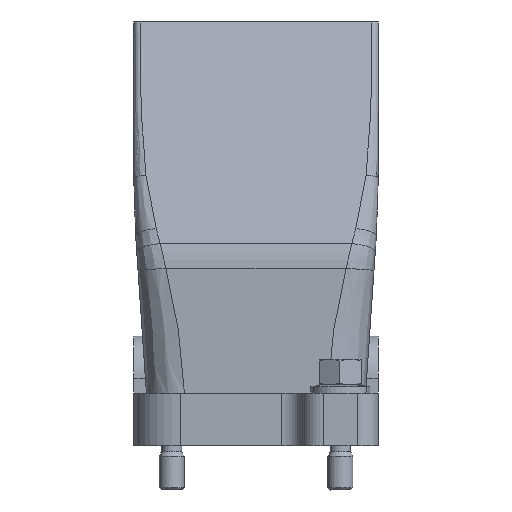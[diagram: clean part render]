
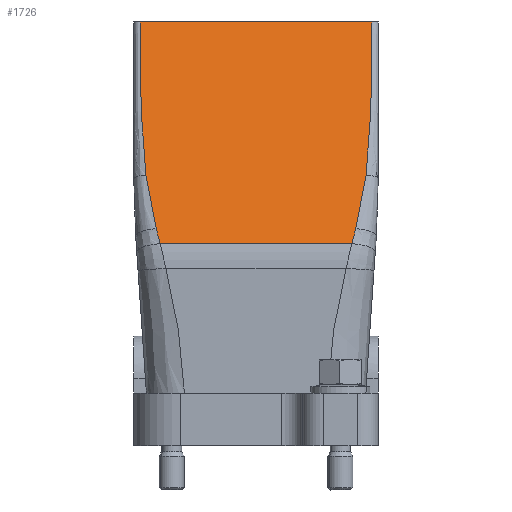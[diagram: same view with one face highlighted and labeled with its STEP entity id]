
A CAD part, front view. The second image highlights one B-rep face of the part: STEP entity #1726.
In plain terms, the highlighted planar face has unit normal (0, -0.956, 0.293).
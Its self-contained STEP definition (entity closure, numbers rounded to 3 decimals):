
#1641=AXIS2_PLACEMENT_3D('Plane Axis2P3D',#1638,#1639,#1640) ;
#315=CARTESIAN_POINT('Vertex',(1.5,38.,111.)) ;
#318=CARTESIAN_POINT('Line Origine',(29.,38.,111.)) ;
#322=CARTESIAN_POINT('Vertex',(56.5,38.,111.)) ;
#1611=CARTESIAN_POINT('Vertex',(2.899,26.855,74.66)) ;
#1615=CARTESIAN_POINT('Control Point',(2.899,26.855,74.66)) ;
#1616=CARTESIAN_POINT('Control Point',(2.48,27.965,78.279)) ;
#1617=CARTESIAN_POINT('Control Point',(2.159,29.077,81.904)) ;
#1618=CARTESIAN_POINT('Control Point',(1.929,30.19,85.534)) ;
#1619=CARTESIAN_POINT('Control Point',(1.693,31.861,90.983)) ;
#1620=CARTESIAN_POINT('Control Point',(1.578,33.533,96.434)) ;
#1621=CARTESIAN_POINT('Control Point',(1.551,34.09,98.251)) ;
#1622=CARTESIAN_POINT('Control Point',(1.52,35.019,101.281)) ;
#1623=CARTESIAN_POINT('Control Point',(1.506,35.949,104.311)) ;
#1624=CARTESIAN_POINT('Control Point',(1.503,36.321,105.524)) ;
#1625=CARTESIAN_POINT('Control Point',(1.501,36.856,107.269)) ;
#1626=CARTESIAN_POINT('Control Point',(1.5,37.391,109.014)) ;
#1627=CARTESIAN_POINT('Control Point',(1.5,37.59,109.663)) ;
#1628=CARTESIAN_POINT('Control Point',(1.5,37.799,110.343)) ;
#1629=CARTESIAN_POINT('Control Point',(1.5,38.,111.)) ;
#1638=CARTESIAN_POINT('Axis2P3D Location',(29.,38.,111.)) ;
#1644=CARTESIAN_POINT('Control Point',(5.339,22.964,61.971)) ;
#1645=CARTESIAN_POINT('Control Point',(5.277,23.037,62.212)) ;
#1646=CARTESIAN_POINT('Control Point',(5.214,23.111,62.452)) ;
#1647=CARTESIAN_POINT('Control Point',(5.152,23.186,62.696)) ;
#1648=CARTESIAN_POINT('Control Point',(4.517,23.956,65.206)) ;
#1649=CARTESIAN_POINT('Control Point',(3.956,24.73,67.732)) ;
#1650=CARTESIAN_POINT('Control Point',(3.523,25.435,70.028)) ;
#1651=CARTESIAN_POINT('Control Point',(3.172,26.144,72.34)) ;
#1652=CARTESIAN_POINT('Control Point',(2.899,26.855,74.66)) ;
#1653=CARTESIAN_POINT('Vertex',(5.339,22.964,61.971)) ;
#1657=CARTESIAN_POINT('Control Point',(6.26,21.879,58.435)) ;
#1658=CARTESIAN_POINT('Control Point',(6.075,22.095,59.138)) ;
#1659=CARTESIAN_POINT('Control Point',(5.891,22.311,59.843)) ;
#1660=CARTESIAN_POINT('Control Point',(5.703,22.531,60.561)) ;
#1661=CARTESIAN_POINT('Control Point',(5.52,22.747,61.266)) ;
#1662=CARTESIAN_POINT('Control Point',(5.339,22.964,61.971)) ;
#1663=CARTESIAN_POINT('Vertex',(6.26,21.879,58.435)) ;
#1666=CARTESIAN_POINT('Line Origine',(29.,21.879,58.435)) ;
#1670=CARTESIAN_POINT('Vertex',(51.74,21.879,58.435)) ;
#1674=CARTESIAN_POINT('Control Point',(51.74,21.879,58.435)) ;
#1675=CARTESIAN_POINT('Control Point',(51.925,22.095,59.138)) ;
#1676=CARTESIAN_POINT('Control Point',(52.109,22.311,59.843)) ;
#1677=CARTESIAN_POINT('Control Point',(52.297,22.531,60.561)) ;
#1678=CARTESIAN_POINT('Control Point',(52.48,22.747,61.266)) ;
#1679=CARTESIAN_POINT('Control Point',(52.661,22.964,61.971)) ;
#1680=CARTESIAN_POINT('Vertex',(52.661,22.964,61.971)) ;
#1684=CARTESIAN_POINT('Control Point',(52.661,22.964,61.971)) ;
#1685=CARTESIAN_POINT('Control Point',(52.723,23.037,62.212)) ;
#1686=CARTESIAN_POINT('Control Point',(52.786,23.111,62.452)) ;
#1687=CARTESIAN_POINT('Control Point',(52.848,23.186,62.696)) ;
#1688=CARTESIAN_POINT('Control Point',(53.483,23.956,65.206)) ;
#1689=CARTESIAN_POINT('Control Point',(54.044,24.73,67.732)) ;
#1690=CARTESIAN_POINT('Control Point',(54.477,25.435,70.028)) ;
#1691=CARTESIAN_POINT('Control Point',(54.828,26.144,72.34)) ;
#1692=CARTESIAN_POINT('Control Point',(55.101,26.855,74.66)) ;
#1693=CARTESIAN_POINT('Vertex',(55.101,26.855,74.66)) ;
#1697=CARTESIAN_POINT('Control Point',(55.101,26.855,74.66)) ;
#1698=CARTESIAN_POINT('Control Point',(55.836,28.801,81.004)) ;
#1699=CARTESIAN_POINT('Control Point',(56.269,30.755,87.378)) ;
#1700=CARTESIAN_POINT('Control Point',(56.442,32.713,93.762)) ;
#1701=CARTESIAN_POINT('Control Point',(56.489,34.737,100.36)) ;
#1702=CARTESIAN_POINT('Control Point',(56.498,36.761,106.959)) ;
#1703=CARTESIAN_POINT('Control Point',(56.499,36.828,107.177)) ;
#1704=CARTESIAN_POINT('Control Point',(56.499,36.965,107.625)) ;
#1705=CARTESIAN_POINT('Control Point',(56.499,37.102,108.073)) ;
#1706=CARTESIAN_POINT('Control Point',(56.499,37.156,108.248)) ;
#1707=CARTESIAN_POINT('Control Point',(56.5,37.294,108.699)) ;
#1708=CARTESIAN_POINT('Control Point',(56.5,37.435,109.159)) ;
#1709=CARTESIAN_POINT('Control Point',(56.5,37.505,109.387)) ;
#1710=CARTESIAN_POINT('Control Point',(56.5,37.646,109.847)) ;
#1711=CARTESIAN_POINT('Control Point',(56.5,37.789,110.311)) ;
#1712=CARTESIAN_POINT('Control Point',(56.5,37.859,110.542)) ;
#1713=CARTESIAN_POINT('Control Point',(56.5,37.93,110.771)) ;
#1714=CARTESIAN_POINT('Control Point',(56.5,38.,111.)) ;
#319=DIRECTION('Vector Direction',(-1.,0.,0.)) ;
#1639=DIRECTION('Axis2P3D Direction',(0.,0.956,-0.293)) ;
#1640=DIRECTION('Axis2P3D XDirection',(0.,-0.293,-0.956)) ;
#1667=DIRECTION('Vector Direction',(-1.,0.,0.)) ;
#320=VECTOR('Line Direction',#319,1.) ;
#1668=VECTOR('Line Direction',#1667,1.) ;
#1717=ORIENTED_EDGE('',*,*,#1630,.T.) ;
#1718=ORIENTED_EDGE('',*,*,#1655,.T.) ;
#1719=ORIENTED_EDGE('',*,*,#1665,.T.) ;
#1720=ORIENTED_EDGE('',*,*,#1672,.F.) ;
#1721=ORIENTED_EDGE('',*,*,#1682,.F.) ;
#1722=ORIENTED_EDGE('',*,*,#1695,.F.) ;
#1723=ORIENTED_EDGE('',*,*,#1715,.F.) ;
#1724=ORIENTED_EDGE('',*,*,#324,.T.) ;
#1726=ADVANCED_FACE('Hood.1',(#1725),#1642,.F.) ;
#1614=B_SPLINE_CURVE_WITH_KNOTS('',5,(#1615,#1616,#1617,#1618,#1619,#1620,#1621,#1622,#1623,#1624,#1625,#1626,#1627,#1628,#1629),.UNSPECIFIED.,.F.,.U.,(6,3,3,3,6),(118.983,138.232,147.857,154.282,157.1),.UNSPECIFIED.) ;
#1643=B_SPLINE_CURVE_WITH_KNOTS('',5,(#1644,#1645,#1646,#1647,#1648,#1649,#1650,#1651,#1652),.UNSPECIFIED.,.F.,.U.,(6,3,6),(0.,1.836,19.104),.UNSPECIFIED.) ;
#1656=B_SPLINE_CURVE_WITH_KNOTS('',5,(#1657,#1658,#1659,#1660,#1661,#1662),.UNSPECIFIED.,.F.,.U.,(6,6),(0.,5.391),.UNSPECIFIED.) ;
#1673=B_SPLINE_CURVE_WITH_KNOTS('',5,(#1674,#1675,#1676,#1677,#1678,#1679),.UNSPECIFIED.,.F.,.U.,(6,6),(0.,5.391),.UNSPECIFIED.) ;
#1683=B_SPLINE_CURVE_WITH_KNOTS('',5,(#1684,#1685,#1686,#1687,#1688,#1689,#1690,#1691,#1692),.UNSPECIFIED.,.F.,.U.,(6,3,6),(0.,1.836,19.104),.UNSPECIFIED.) ;
#1696=B_SPLINE_CURVE_WITH_KNOTS('',5,(#1697,#1698,#1699,#1700,#1701,#1702,#1703,#1704,#1705,#1706,#1707,#1708,#1709,#1710,#1711,#1712,#1713,#1714),.UNSPECIFIED.,.F.,.U.,(6,3,3,3,3,6),(0.,47.342,48.964,50.666,52.288,53.91),.UNSPECIFIED.) ;
#324=EDGE_CURVE('',#323,#316,#321,.T.) ;
#1630=EDGE_CURVE('',#316,#1612,#1614,.F.) ;
#1655=EDGE_CURVE('',#1612,#1654,#1643,.F.) ;
#1665=EDGE_CURVE('',#1654,#1664,#1656,.F.) ;
#1672=EDGE_CURVE('',#1671,#1664,#1669,.T.) ;
#1682=EDGE_CURVE('',#1681,#1671,#1673,.F.) ;
#1695=EDGE_CURVE('',#1694,#1681,#1683,.F.) ;
#1715=EDGE_CURVE('',#323,#1694,#1696,.F.) ;
#1716=EDGE_LOOP('',(#1717,#1718,#1719,#1720,#1721,#1722,#1723,#1724)) ;
#1725=FACE_OUTER_BOUND('',#1716,.T.) ;
#321=LINE('Line',#318,#320) ;
#1669=LINE('Line',#1666,#1668) ;
#1642=PLANE('',#1641) ;
#316=VERTEX_POINT('',#315) ;
#323=VERTEX_POINT('',#322) ;
#1612=VERTEX_POINT('',#1611) ;
#1654=VERTEX_POINT('',#1653) ;
#1664=VERTEX_POINT('',#1663) ;
#1671=VERTEX_POINT('',#1670) ;
#1681=VERTEX_POINT('',#1680) ;
#1694=VERTEX_POINT('',#1693) ;
